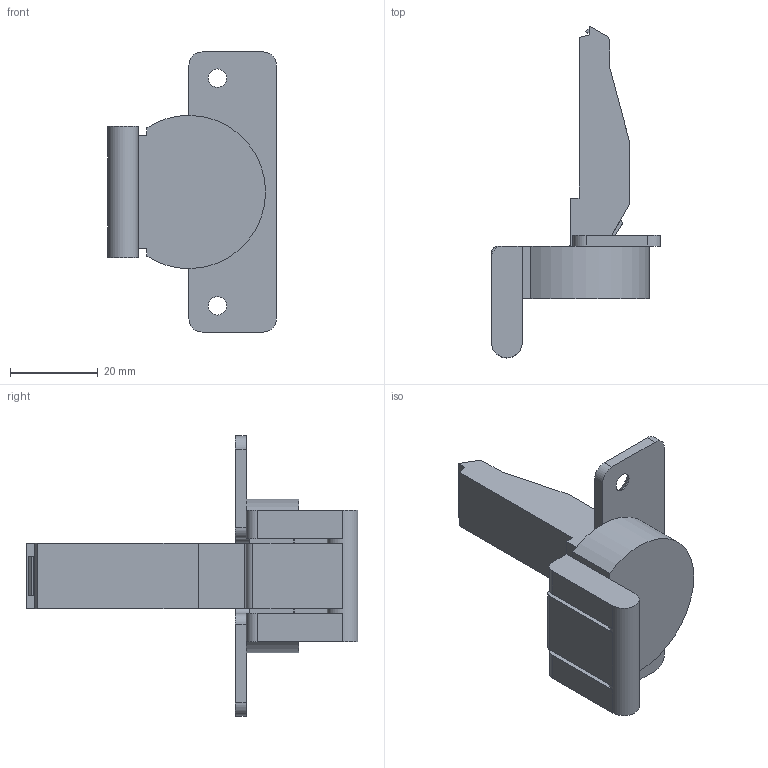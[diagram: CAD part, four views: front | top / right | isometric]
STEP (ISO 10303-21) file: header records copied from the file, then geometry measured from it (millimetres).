
FILE_DESCRIPTION((''),'2;1');
FILE_NAME('241-0043-IMS','2023-01-10T08:45:44',('marino.prodan'),('Audax d.o.o.'),'CREO PARAMETRIC BY PTC INC, 2021304','CREO PARAMETRIC BY PTC INC, 2021304','');
FILE_SCHEMA(('AUTOMOTIVE_DESIGN { 1 0 10303 214 1 1 1 1 }'));
Length unit declared in the file: millimetre
Products named in the file (1): 241-0043-IMS
Bounding box: 38.6 x 75.8 x 64 mm (x, y, z)
Volume: 23005.8 mm3; surface area: 11420.5 mm2
Topology: 1 solids, 1 shells, 117 faces, 340 edges, 228 vertices
Faces by surface type: plane 78, cylinder 35, cone 4
Entity records: 4295 total; most frequent: CARTESIAN_POINT 733, ORIENTED_EDGE 680, DIRECTION 662, EDGE_CURVE 340, COLOUR_RGB 317, VECTOR 246, LINE 246, VERTEX_POINT 228
